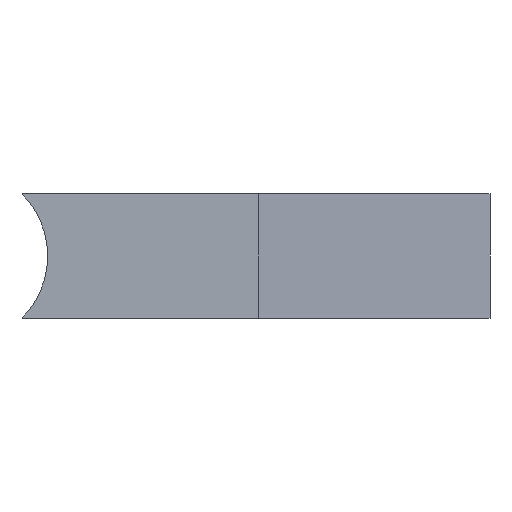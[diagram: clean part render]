
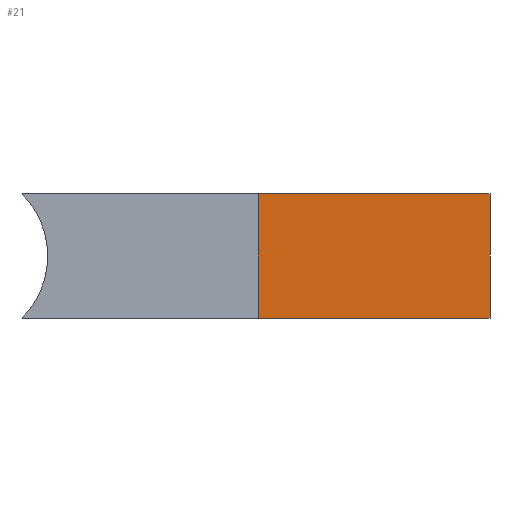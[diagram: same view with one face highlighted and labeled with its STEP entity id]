
A CAD part, front view. The second image highlights one B-rep face of the part: STEP entity #21.
In plain terms, the highlighted planar face has unit normal (0.769, -0.639, 0).
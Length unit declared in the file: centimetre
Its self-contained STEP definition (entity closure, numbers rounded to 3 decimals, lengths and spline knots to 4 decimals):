
#6 = VERTEX_POINT ( 'NONE', #89 ) ;
#7 = VECTOR ( 'NONE', #52, 100. ) ;
#8 = EDGE_CURVE ( 'NONE', #108, #154, #167, .T. ) ;
#21 = ADVANCED_FACE ( 'NONE', ( #46 ), #29, .F. ) ;
#29 = PLANE ( 'NONE',  #88 ) ;
#33 = DIRECTION ( 'NONE',  ( -0.769, 0.639, 0. ) ) ;
#44 = EDGE_CURVE ( 'NONE', #50, #154, #254, .T. ) ;
#46 = FACE_OUTER_BOUND ( 'NONE', #105, .T. ) ;
#50 = VERTEX_POINT ( 'NONE', #135 ) ;
#52 = DIRECTION ( 'NONE',  ( 0., 0., -1. ) ) ;
#53 = LINE ( 'NONE', #73, #206 ) ;
#73 = CARTESIAN_POINT ( 'NONE',  ( 37.1864, 7.6283, 1.2 ) ) ;
#81 = LINE ( 'NONE', #119, #220 ) ;
#88 = AXIS2_PLACEMENT_3D ( 'NONE', #106, #33, #194 ) ;
#89 = CARTESIAN_POINT ( 'NONE',  ( 37.1864, 7.6283, 1.2 ) ) ;
#101 = DIRECTION ( 'NONE',  ( 0., 0., -1. ) ) ;
#103 = ORIENTED_EDGE ( 'NONE', *, *, #8, .T. ) ;
#105 = EDGE_LOOP ( 'NONE', ( #103, #192, #247, #165 ) ) ;
#106 = CARTESIAN_POINT ( 'NONE',  ( 38.8602, 9.645, 1.2 ) ) ;
#108 = VERTEX_POINT ( 'NONE', #157 ) ;
#119 = CARTESIAN_POINT ( 'NONE',  ( 38.8602, 9.645, 1.2 ) ) ;
#135 = CARTESIAN_POINT ( 'NONE',  ( 38.8602, 9.645, 1.2 ) ) ;
#141 = VECTOR ( 'NONE', #149, 100. ) ;
#149 = DIRECTION ( 'NONE',  ( 0.639, 0.769, 0. ) ) ;
#151 = CARTESIAN_POINT ( 'NONE',  ( 38.8602, 9.645, 1.2 ) ) ;
#154 = VERTEX_POINT ( 'NONE', #237 ) ;
#157 = CARTESIAN_POINT ( 'NONE',  ( 37.1864, 7.6283, 0.3 ) ) ;
#165 = ORIENTED_EDGE ( 'NONE', *, *, #166, .T. ) ;
#166 = EDGE_CURVE ( 'NONE', #6, #108, #53, .T. ) ;
#167 = LINE ( 'NONE', #248, #141 ) ;
#188 = DIRECTION ( 'NONE',  ( 0.639, 0.769, 0. ) ) ;
#192 = ORIENTED_EDGE ( 'NONE', *, *, #44, .F. ) ;
#194 = DIRECTION ( 'NONE',  ( -0.639, -0.769, 0. ) ) ;
#206 = VECTOR ( 'NONE', #101, 100. ) ;
#220 = VECTOR ( 'NONE', #188, 100. ) ;
#237 = CARTESIAN_POINT ( 'NONE',  ( 38.8602, 9.645, 0.3 ) ) ;
#247 = ORIENTED_EDGE ( 'NONE', *, *, #266, .F. ) ;
#248 = CARTESIAN_POINT ( 'NONE',  ( 38.8602, 9.645, 0.3 ) ) ;
#254 = LINE ( 'NONE', #151, #7 ) ;
#266 = EDGE_CURVE ( 'NONE', #6, #50, #81, .T. ) ;
